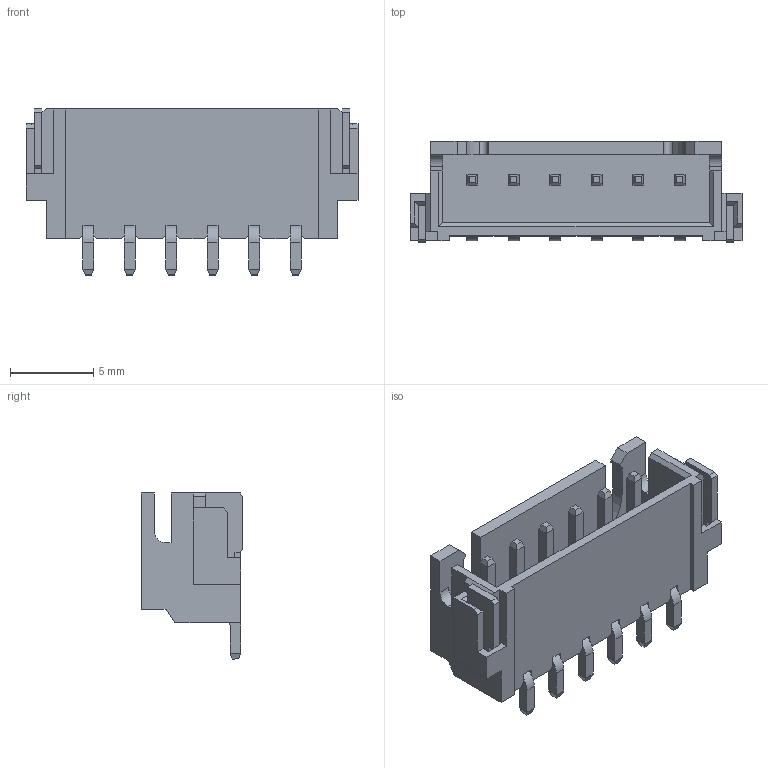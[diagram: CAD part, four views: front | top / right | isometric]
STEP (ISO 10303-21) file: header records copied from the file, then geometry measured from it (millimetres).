
FILE_DESCRIPTION (( 'STEP AP214' ), '1' );
FILE_NAME ('S6B-XH-SM4-TB(LF)(SN).STEP', '2024-01-04T06:47:42', ( '' ), ( '' ), 'SwSTEP 2.0', 'SolidWorks 2021', '' );
FILE_SCHEMA (( 'AUTOMOTIVE_DESIGN' ));
Length unit declared in the file: millimetre
Products named in the file (3): pin^SxB-XH-SM4-TB Ass; S6B-XH-SM4-TB(LF)(SN); SxB-XH-SM4-TB_6
Assembly tree (7 placements, depth 2):
  S6B-XH-SM4-TB(LF)(SN)
    SxB-XH-SM4-TB_6
    pin^SxB-XH-SM4-TB Ass  x6
Bounding box: 20 x 6.12 x 10 mm (x, y, z)
Volume: 430.2 mm3; surface area: 1107.1 mm2
Topology: 9 solids, 9 shells, 273 faces, 727 edges, 466 vertices
Faces by surface type: plane 249, cylinder 24
Entity records: 5568 total; most frequent: CARTESIAN_POINT 976, ORIENTED_EDGE 964, DIRECTION 856, EDGE_CURVE 482, LINE 464, VECTOR 464, VERTEX_POINT 316, AXIS2_PLACEMENT_3D 196
